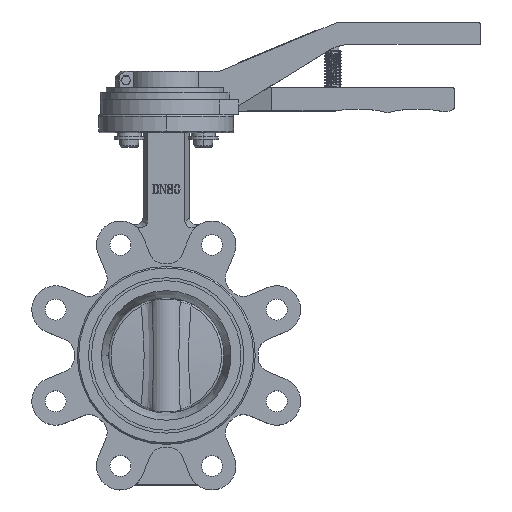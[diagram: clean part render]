
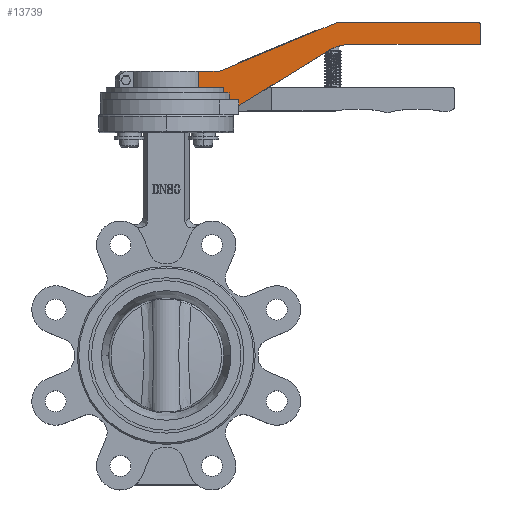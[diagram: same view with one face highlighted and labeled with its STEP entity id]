
A CAD part, top view. The second image highlights one B-rep face of the part: STEP entity #13739.
In plain terms, the highlighted planar face has unit normal (0, 0, 1).
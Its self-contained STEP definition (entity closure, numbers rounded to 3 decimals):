
#664 = CARTESIAN_POINT ( 'NONE',  ( 47.889, 166.515, 13. ) ) ;
#904 = CARTESIAN_POINT ( 'NONE',  ( 38.13, 175.6, 13. ) ) ;
#1041 = CARTESIAN_POINT ( 'NONE',  ( 38.13, 194.758, 13. ) ) ;
#1343 = ORIENTED_EDGE ( 'NONE', *, *, #18593, .F. ) ;
#2275 = EDGE_CURVE ( 'NONE', #50248, #48338, #37026, .T. ) ;
#2337 = EDGE_CURVE ( 'NONE', #57656, #41601, #47292, .T. ) ;
#2447 = CARTESIAN_POINT ( 'NONE',  ( 115.844, 166.515, 13. ) ) ;
#4068 = DIRECTION ( 'NONE',  ( 0., 0., 1. ) ) ;
#4395 = CIRCLE ( 'NONE', #15015, 30. ) ;
#4528 = VECTOR ( 'NONE', #47283, 1000. ) ;
#4694 = CARTESIAN_POINT ( 'NONE',  ( 21.693, 190., 13. ) ) ;
#4823 = DIRECTION ( 'NONE',  ( 0., -1., 0. ) ) ;
#5143 = ORIENTED_EDGE ( 'NONE', *, *, #45479, .T. ) ;
#5362 = DIRECTION ( 'NONE',  ( 0., 0., 1. ) ) ;
#5378 = DIRECTION ( 'NONE',  ( -1., 0., 0. ) ) ;
#6903 = DIRECTION ( 'NONE',  ( 1., 0., 0. ) ) ;
#6965 = VECTOR ( 'NONE', #33401, 1000. ) ;
#7711 = EDGE_CURVE ( 'NONE', #25345, #27953, #30710, .T. ) ;
#8283 = ORIENTED_EDGE ( 'NONE', *, *, #46011, .T. ) ;
#8704 = VERTEX_POINT ( 'NONE', #13313 ) ;
#8888 = EDGE_CURVE ( 'NONE', #48338, #40073, #57927, .T. ) ;
#9191 = ORIENTED_EDGE ( 'NONE', *, *, #14483, .T. ) ;
#10474 = DIRECTION ( 'NONE',  ( -1., 0., 0. ) ) ;
#10576 = EDGE_CURVE ( 'NONE', #37390, #52844, #61484, .T. ) ;
#11174 = DIRECTION ( 'NONE',  ( -0.924, -0.383, 0. ) ) ;
#11204 = CARTESIAN_POINT ( 'NONE',  ( 35.382, 190., 13. ) ) ;
#11208 = ORIENTED_EDGE ( 'NONE', *, *, #54523, .T. ) ;
#11500 = AXIS2_PLACEMENT_3D ( 'NONE', #35697, #5362, #35357 ) ;
#12313 = VERTEX_POINT ( 'NONE', #27521 ) ;
#12359 = CARTESIAN_POINT ( 'NONE',  ( 45., 194.758, 13. ) ) ;
#13313 = CARTESIAN_POINT ( 'NONE',  ( 45., 166.515, 13. ) ) ;
#13658 = VECTOR ( 'NONE', #11174, 1000. ) ;
#13667 = CARTESIAN_POINT ( 'NONE',  ( 209.996, 208., 13. ) ) ;
#13739 = ADVANCED_FACE ( 'NONE', ( #39379 ), #65381, .T. ) ;
#14483 = EDGE_CURVE ( 'NONE', #40073, #53933, #45425, .T. ) ;
#14885 = LINE ( 'NONE', #36225, #46844 ) ;
#15015 = AXIS2_PLACEMENT_3D ( 'NONE', #56328, #62920, #52535 ) ;
#15236 = ORIENTED_EDGE ( 'NONE', *, *, #16234, .T. ) ;
#16234 = EDGE_CURVE ( 'NONE', #53933, #27885, #14885, .T. ) ;
#16682 = CARTESIAN_POINT ( 'NONE',  ( 115.844, 223., 13. ) ) ;
#18593 = EDGE_CURVE ( 'NONE', #52006, #12313, #4395, .T. ) ;
#19367 = VECTOR ( 'NONE', #5378, 1000. ) ;
#20426 = VECTOR ( 'NONE', #44138, 1000. ) ;
#22946 = VERTEX_POINT ( 'NONE', #11204 ) ;
#23042 = LINE ( 'NONE', #12359, #30626 ) ;
#24058 = ORIENTED_EDGE ( 'NONE', *, *, #61519, .T. ) ;
#25345 = VERTEX_POINT ( 'NONE', #13667 ) ;
#25850 = LINE ( 'NONE', #46116, #46140 ) ;
#26050 = CARTESIAN_POINT ( 'NONE',  ( 209.996, 194.758, 13. ) ) ;
#27061 = DIRECTION ( 'NONE',  ( 0., -1., 0. ) ) ;
#27300 = CARTESIAN_POINT ( 'NONE',  ( 115.844, 175.6, 13. ) ) ;
#27521 = CARTESIAN_POINT ( 'NONE',  ( 107.7, 203.513, 13. ) ) ;
#27885 = VERTEX_POINT ( 'NONE', #65099 ) ;
#27953 = VERTEX_POINT ( 'NONE', #45365 ) ;
#29237 = EDGE_LOOP ( 'NONE', ( #35388, #9191, #15236, #61589, #11208, #24058, #1343, #37671, #30310, #5143, #62845, #8283, #39249, #43970, #40300, #62675 ) ) ;
#30212 = CARTESIAN_POINT ( 'NONE',  ( 114.953, 223., 13. ) ) ;
#30310 = ORIENTED_EDGE ( 'NONE', *, *, #7711, .T. ) ;
#30626 = VECTOR ( 'NONE', #33036, 1000. ) ;
#30710 = LINE ( 'NONE', #26050, #4528 ) ;
#32024 = CARTESIAN_POINT ( 'NONE',  ( 21.693, 179., 13. ) ) ;
#33036 = DIRECTION ( 'NONE',  ( 0., -1., 0. ) ) ;
#33401 = DIRECTION ( 'NONE',  ( 1., 0., 0. ) ) ;
#35357 = DIRECTION ( 'NONE',  ( 0., -1., 0. ) ) ;
#35388 = ORIENTED_EDGE ( 'NONE', *, *, #8888, .T. ) ;
#35697 = CARTESIAN_POINT ( 'NONE',  ( 21.693, 166.515, 13. ) ) ;
#36225 = CARTESIAN_POINT ( 'NONE',  ( 115.844, 171., 13. ) ) ;
#37026 = LINE ( 'NONE', #1041, #43947 ) ;
#37321 = EDGE_CURVE ( 'NONE', #22946, #37390, #25850, .T. ) ;
#37390 = VERTEX_POINT ( 'NONE', #4694 ) ;
#37583 = VECTOR ( 'NONE', #58124, 1000. ) ;
#37671 = ORIENTED_EDGE ( 'NONE', *, *, #52193, .T. ) ;
#38518 = CARTESIAN_POINT ( 'NONE',  ( 115.844, 179., 13. ) ) ;
#39030 = DIRECTION ( 'NONE',  ( 0., 1., 0. ) ) ;
#39174 = AXIS2_PLACEMENT_3D ( 'NONE', #59356, #4068, #39030 ) ;
#39249 = ORIENTED_EDGE ( 'NONE', *, *, #37321, .T. ) ;
#39379 = FACE_OUTER_BOUND ( 'NONE', #29237, .T. ) ;
#39940 = LINE ( 'NONE', #54236, #65857 ) ;
#40073 = VERTEX_POINT ( 'NONE', #42448 ) ;
#40300 = ORIENTED_EDGE ( 'NONE', *, *, #64238, .T. ) ;
#40472 = LINE ( 'NONE', #50419, #20426 ) ;
#41601 = VERTEX_POINT ( 'NONE', #56469 ) ;
#42448 = CARTESIAN_POINT ( 'NONE',  ( 42.036, 175.6, 13. ) ) ;
#43947 = VECTOR ( 'NONE', #27061, 1000. ) ;
#43970 = ORIENTED_EDGE ( 'NONE', *, *, #10576, .T. ) ;
#44138 = DIRECTION ( 'NONE',  ( 1., 0., 0. ) ) ;
#44862 = VECTOR ( 'NONE', #6903, 1000. ) ;
#45365 = CARTESIAN_POINT ( 'NONE',  ( 209.996, 221., 13. ) ) ;
#45425 = LINE ( 'NONE', #50420, #48819 ) ;
#45479 = EDGE_CURVE ( 'NONE', #27953, #57656, #47652, .T. ) ;
#46011 = EDGE_CURVE ( 'NONE', #41601, #22946, #59202, .T. ) ;
#46116 = CARTESIAN_POINT ( 'NONE',  ( 115.844, 190., 13. ) ) ;
#46140 = VECTOR ( 'NONE', #10474, 1000. ) ;
#46211 = CARTESIAN_POINT ( 'NONE',  ( 42.036, 171., 13. ) ) ;
#46844 = VECTOR ( 'NONE', #61537, 1000. ) ;
#47283 = DIRECTION ( 'NONE',  ( 0., 1., 0. ) ) ;
#47292 = LINE ( 'NONE', #16682, #19367 ) ;
#47652 = CIRCLE ( 'NONE', #39174, 2. ) ;
#48091 = CARTESIAN_POINT ( 'NONE',  ( 21.693, 194.758, 13. ) ) ;
#48338 = VERTEX_POINT ( 'NONE', #904 ) ;
#48819 = VECTOR ( 'NONE', #4823, 1000. ) ;
#49562 = DIRECTION ( 'NONE',  ( 0.85, 0.526, 0. ) ) ;
#50248 = VERTEX_POINT ( 'NONE', #55076 ) ;
#50419 = CARTESIAN_POINT ( 'NONE',  ( 115.844, 208., 13. ) ) ;
#50420 = CARTESIAN_POINT ( 'NONE',  ( 42.036, 194.758, 13. ) ) ;
#51420 = VECTOR ( 'NONE', #52548, 1000. ) ;
#51484 = CARTESIAN_POINT ( 'NONE',  ( 123.482, 208., 13. ) ) ;
#52006 = VERTEX_POINT ( 'NONE', #51484 ) ;
#52193 = EDGE_CURVE ( 'NONE', #52006, #25345, #40472, .T. ) ;
#52535 = DIRECTION ( 'NONE',  ( 0., 1., 0. ) ) ;
#52548 = DIRECTION ( 'NONE',  ( 1., 0., 0. ) ) ;
#52844 = VERTEX_POINT ( 'NONE', #32024 ) ;
#53933 = VERTEX_POINT ( 'NONE', #46211 ) ;
#54236 = CARTESIAN_POINT ( 'NONE',  ( 77.794, 185.014, 13. ) ) ;
#54523 = EDGE_CURVE ( 'NONE', #8704, #56444, #63714, .T. ) ;
#55076 = CARTESIAN_POINT ( 'NONE',  ( 38.13, 179., 13. ) ) ;
#55963 = CARTESIAN_POINT ( 'NONE',  ( 207.996, 223., 13. ) ) ;
#56328 = CARTESIAN_POINT ( 'NONE',  ( 123.482, 178., 13. ) ) ;
#56444 = VERTEX_POINT ( 'NONE', #664 ) ;
#56469 = CARTESIAN_POINT ( 'NONE',  ( 114.953, 223., 13. ) ) ;
#57656 = VERTEX_POINT ( 'NONE', #55963 ) ;
#57927 = LINE ( 'NONE', #27300, #51420 ) ;
#58124 = DIRECTION ( 'NONE',  ( 0., -1., 0. ) ) ;
#59202 = LINE ( 'NONE', #30212, #13658 ) ;
#59356 = CARTESIAN_POINT ( 'NONE',  ( 207.996, 221., 13. ) ) ;
#60473 = EDGE_CURVE ( 'NONE', #27885, #8704, #23042, .T. ) ;
#61484 = LINE ( 'NONE', #48091, #37583 ) ;
#61519 = EDGE_CURVE ( 'NONE', #56444, #12313, #39940, .T. ) ;
#61537 = DIRECTION ( 'NONE',  ( 1., 0., 0. ) ) ;
#61589 = ORIENTED_EDGE ( 'NONE', *, *, #60473, .T. ) ;
#62675 = ORIENTED_EDGE ( 'NONE', *, *, #2275, .T. ) ;
#62845 = ORIENTED_EDGE ( 'NONE', *, *, #2337, .T. ) ;
#62920 = DIRECTION ( 'NONE',  ( 0., 0., 1. ) ) ;
#63519 = LINE ( 'NONE', #38518, #44862 ) ;
#63714 = LINE ( 'NONE', #2447, #6965 ) ;
#64238 = EDGE_CURVE ( 'NONE', #52844, #50248, #63519, .T. ) ;
#65099 = CARTESIAN_POINT ( 'NONE',  ( 45., 171., 13. ) ) ;
#65381 = PLANE ( 'NONE',  #11500 ) ;
#65857 = VECTOR ( 'NONE', #49562, 1000. ) ;
